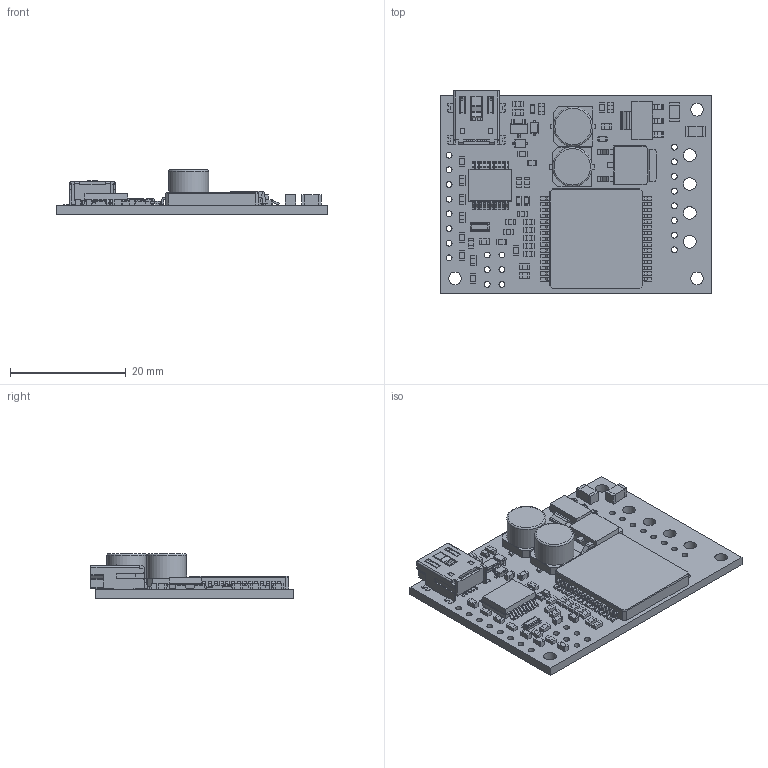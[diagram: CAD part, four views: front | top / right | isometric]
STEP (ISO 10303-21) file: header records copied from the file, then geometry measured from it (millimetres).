
FILE_DESCRIPTION (( 'STEP AP214' ), '1' );
FILE_NAME ('pololu-jrk-12v12-usb-motor-controller-with-feedback.step', '2017-12-08T22:46:35', ( '' ), ( '' ), 'SwSTEP 2.0', 'SolidWorks 2016', '' );
FILE_SCHEMA (( 'AUTOMOTIVE_DESIGN' ));
Length unit declared in the file: millimetre
Products named in the file (1): pololu-jrk-12v12-usb-motor-controller-with-feedback
Bounding box: 46.99 x 35 x 7.68 mm (x, y, z)
Volume: 4015.6 mm3; surface area: 5498.4 mm2
Topology: 1 solids, 1 shells, 2118 faces, 5900 edges, 3846 vertices
Faces by surface type: plane 1571, cylinder 381, bspline 160, torus 6
Full cylindrical faces by diameter (mm): 1.016 x24, 2.184 x7, 6.8 x2
Entity records: 96093 total; most frequent: CARTESIAN_POINT 18914, ORIENTED_EDGE 11730, DIRECTION 10093, EDGE_CURVE 5865, VECTOR 4707, LINE 4707, VERTEX_POINT 3846, AXIS2_PLACEMENT_3D 2693
